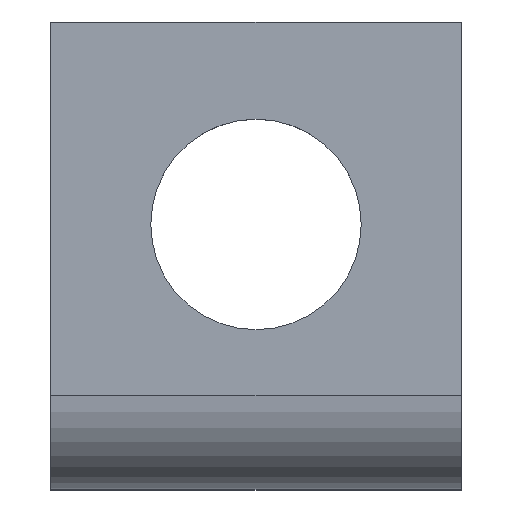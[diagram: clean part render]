
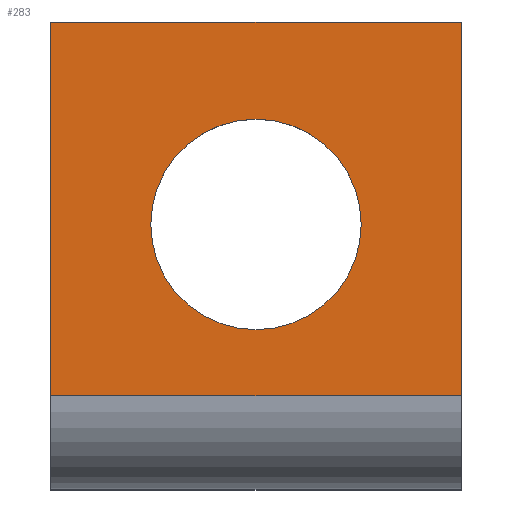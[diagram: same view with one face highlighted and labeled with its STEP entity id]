
A CAD part, top view. The second image highlights one B-rep face of the part: STEP entity #283.
In plain terms, the highlighted planar face has unit normal (0, 0, 1).
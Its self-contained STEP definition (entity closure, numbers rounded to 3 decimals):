
#26=DIRECTION('',(0.,-1.,0.));
#27=VECTOR('',#26,6.5);
#28=CARTESIAN_POINT('',(-3.57,3.18,3.964));
#29=LINE('',#28,#27);
#49=DIRECTION('',(1.,0.,0.));
#50=VECTOR('',#49,7.14);
#51=CARTESIAN_POINT('',(-3.57,-3.32,3.964));
#52=LINE('',#51,#50);
#53=DIRECTION('',(1.,0.,0.));
#54=VECTOR('',#53,7.14);
#55=CARTESIAN_POINT('',(-3.57,3.18,3.964));
#56=LINE('',#55,#54);
#57=CARTESIAN_POINT('',(0.,-0.34,3.964));
#58=DIRECTION('',(0.,0.,-1.));
#59=DIRECTION('',(-1.,0.,0.));
#60=AXIS2_PLACEMENT_3D('',#57,#58,#59);
#62=CARTESIAN_POINT('',(0.,-0.34,3.964));
#63=DIRECTION('',(0.,0.,-1.));
#64=DIRECTION('',(1.,0.,0.));
#65=AXIS2_PLACEMENT_3D('',#62,#63,#64);
#116=DIRECTION('',(0.,-1.,0.));
#117=VECTOR('',#116,6.5);
#118=CARTESIAN_POINT('',(3.57,3.18,3.964));
#119=LINE('',#118,#117);
#169=CARTESIAN_POINT('',(-3.57,3.18,3.964));
#170=VERTEX_POINT('',#169);
#171=CARTESIAN_POINT('',(-3.57,-3.32,3.964));
#172=VERTEX_POINT('',#171);
#185=CARTESIAN_POINT('',(3.57,3.18,3.964));
#186=VERTEX_POINT('',#185);
#187=CARTESIAN_POINT('',(3.57,-3.32,3.964));
#188=VERTEX_POINT('',#187);
#193=CARTESIAN_POINT('',(-1.83,-0.34,3.964));
#194=CARTESIAN_POINT('',(1.83,-0.34,3.964));
#195=VERTEX_POINT('',#193);
#196=VERTEX_POINT('',#194);
#264=CARTESIAN_POINT('',(-3.57,3.18,3.964));
#265=DIRECTION('',(0.,0.,1.));
#266=DIRECTION('',(0.,-1.,0.));
#267=AXIS2_PLACEMENT_3D('',#264,#265,#266);
#268=PLANE('',#267);
#269=ORIENTED_EDGE('',*,*,#222,.F.);
#271=ORIENTED_EDGE('',*,*,#270,.T.);
#273=ORIENTED_EDGE('',*,*,#272,.T.);
#274=ORIENTED_EDGE('',*,*,#256,.F.);
#275=EDGE_LOOP('',(#269,#271,#273,#274));
#276=FACE_OUTER_BOUND('',#275,.F.);
#278=ORIENTED_EDGE('',*,*,#277,.F.);
#280=ORIENTED_EDGE('',*,*,#279,.F.);
#281=EDGE_LOOP('',(#278,#280));
#282=FACE_BOUND('',#281,.F.);
#283=ADVANCED_FACE('',(#276,#282),#268,.T.);
#61=CIRCLE('',#60,1.83);
#66=CIRCLE('',#65,1.83);
#222=EDGE_CURVE('',#170,#172,#29,.T.);
#256=EDGE_CURVE('',#172,#188,#52,.T.);
#270=EDGE_CURVE('',#170,#186,#56,.T.);
#272=EDGE_CURVE('',#186,#188,#119,.T.);
#277=EDGE_CURVE('',#195,#196,#61,.T.);
#279=EDGE_CURVE('',#196,#195,#66,.T.);
